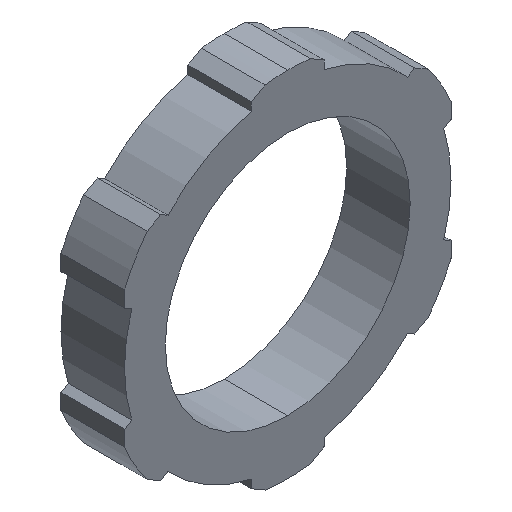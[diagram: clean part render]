
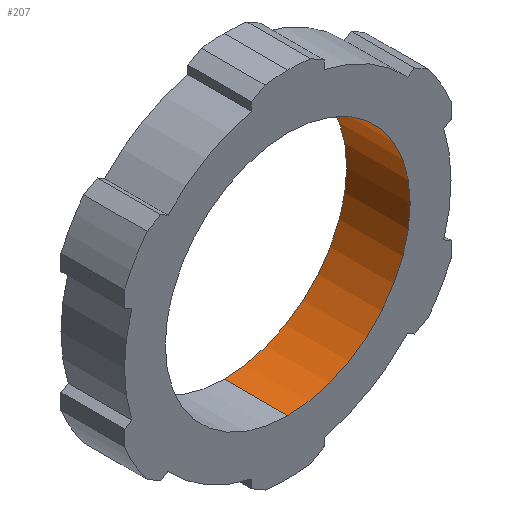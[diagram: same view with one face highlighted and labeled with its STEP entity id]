
A CAD part, isometric view. The second image highlights one B-rep face of the part: STEP entity #207.
In plain terms, the highlighted cylindrical face has radius 13.5 mm (diameter 27 mm), a partial arc.
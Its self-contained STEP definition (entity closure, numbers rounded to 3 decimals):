
#33 = VERTEX_POINT ( 'NONE', #173 ) ;
#62 = ORIENTED_EDGE ( 'NONE', *, *, #379, .T. ) ;
#104 = CARTESIAN_POINT ( 'NONE',  ( 0., 7., 0. ) ) ;
#109 = DIRECTION ( 'NONE',  ( 0., 1., 0. ) ) ;
#147 = VECTOR ( 'NONE', #454, 1000. ) ;
#173 = CARTESIAN_POINT ( 'NONE',  ( 0., 7., 13.5 ) ) ;
#207 = ADVANCED_FACE ( 'NONE', ( #710 ), #391, .F. ) ;
#214 = CIRCLE ( 'NONE', #1151, 13.5 ) ;
#313 = CARTESIAN_POINT ( 'NONE',  ( 0., 0., 13.5 ) ) ;
#319 = EDGE_CURVE ( 'NONE', #841, #399, #1374, .T. ) ;
#328 = DIRECTION ( 'NONE',  ( 0., 1., 0. ) ) ;
#334 = DIRECTION ( 'NONE',  ( 0., 0., 1. ) ) ;
#379 = EDGE_CURVE ( 'NONE', #885, #33, #1033, .T. ) ;
#391 = CYLINDRICAL_SURFACE ( 'NONE', #818, 13.5 ) ;
#399 = VERTEX_POINT ( 'NONE', #1096 ) ;
#432 = DIRECTION ( 'NONE',  ( 0., 1., 0. ) ) ;
#454 = DIRECTION ( 'NONE',  ( 0., 1., 0. ) ) ;
#537 = ORIENTED_EDGE ( 'NONE', *, *, #1227, .F. ) ;
#588 = EDGE_LOOP ( 'NONE', ( #620, #537, #62, #1193 ) ) ;
#620 = ORIENTED_EDGE ( 'NONE', *, *, #319, .F. ) ;
#661 = CARTESIAN_POINT ( 'NONE',  ( 0., 7., -13.5 ) ) ;
#710 = FACE_OUTER_BOUND ( 'NONE', #588, .T. ) ;
#724 = VECTOR ( 'NONE', #989, 1000. ) ;
#789 = AXIS2_PLACEMENT_3D ( 'NONE', #974, #328, #1190 ) ;
#818 = AXIS2_PLACEMENT_3D ( 'NONE', #104, #432, #1301 ) ;
#841 = VERTEX_POINT ( 'NONE', #1365 ) ;
#885 = VERTEX_POINT ( 'NONE', #313 ) ;
#974 = CARTESIAN_POINT ( 'NONE',  ( 0., 7., 0. ) ) ;
#983 = CARTESIAN_POINT ( 'NONE',  ( 0., 0., 0. ) ) ;
#989 = DIRECTION ( 'NONE',  ( 0., 1., 0. ) ) ;
#1033 = LINE ( 'NONE', #1311, #147 ) ;
#1050 = EDGE_CURVE ( 'NONE', #33, #399, #1063, .T. ) ;
#1063 = CIRCLE ( 'NONE', #789, 13.5 ) ;
#1096 = CARTESIAN_POINT ( 'NONE',  ( 0., 7., -13.5 ) ) ;
#1151 = AXIS2_PLACEMENT_3D ( 'NONE', #983, #109, #334 ) ;
#1190 = DIRECTION ( 'NONE',  ( 0., 0., 1. ) ) ;
#1193 = ORIENTED_EDGE ( 'NONE', *, *, #1050, .T. ) ;
#1227 = EDGE_CURVE ( 'NONE', #885, #841, #214, .T. ) ;
#1301 = DIRECTION ( 'NONE',  ( 0., 0., 1. ) ) ;
#1311 = CARTESIAN_POINT ( 'NONE',  ( 0., 7., 13.5 ) ) ;
#1365 = CARTESIAN_POINT ( 'NONE',  ( 0., 0., -13.5 ) ) ;
#1374 = LINE ( 'NONE', #661, #724 ) ;
